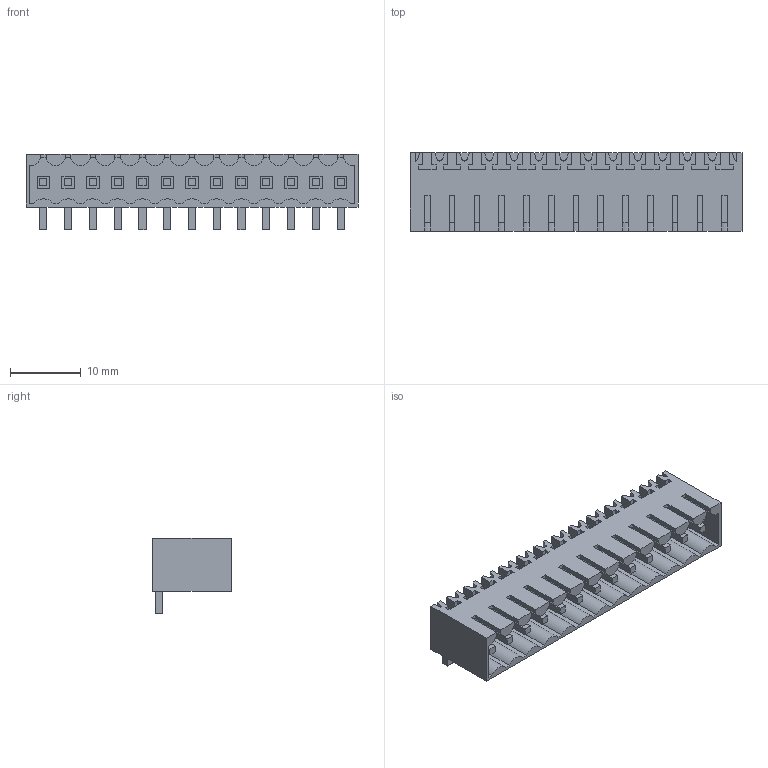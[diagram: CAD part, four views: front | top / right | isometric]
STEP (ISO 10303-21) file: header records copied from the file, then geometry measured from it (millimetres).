
FILE_DESCRIPTION(('CATIA V5 STEP Exchange','CAx-IF Rec.Pracs.--- Model Styling and Organization---1.2---2011-12-15'),'2;1');
FILE_NAME ('D1453227_0_1605180000_1605180000.stp','2018-03-06T11:52:37+00:00',('none'),('Weidmueller'),'CATIA Version 5-6 Release 2014','CATIA V5 STEP AP214','none');
FILE_SCHEMA(('AUTOMOTIVE_DESIGN { 1 0 10303 214 1 1 1 1 }'));
Length unit declared in the file: millimetre
Products named in the file (1): 1605180000
Bounding box: 46.9 x 11.05 x 10.65 mm (x, y, z)
Volume: 1704.5 mm3; surface area: 4672.4 mm2
Topology: 14 solids, 14 shells, 742 faces, 2272 edges, 1558 vertices
Faces by surface type: plane 689, cylinder 53
Entity records: 23294 total; most frequent: ORIENTED_EDGE 4544, CARTESIAN_POINT 4215, DIRECTION 3040, EDGE_CURVE 2272, VECTOR 2142, LINE 2142, VERTEX_POINT 1558, EDGE_LOOP 768
